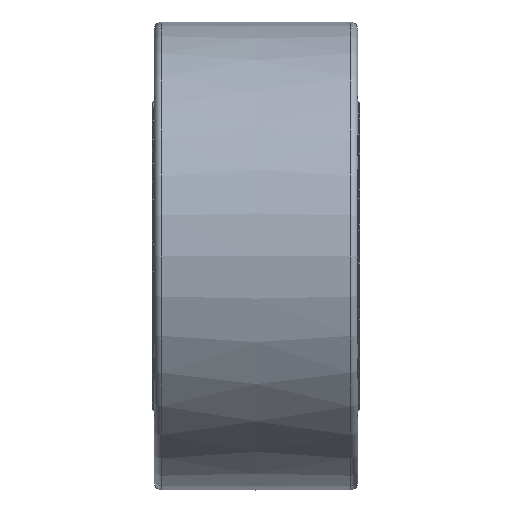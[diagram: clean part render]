
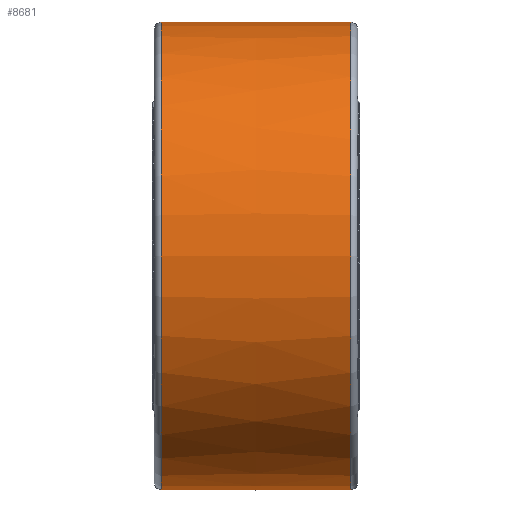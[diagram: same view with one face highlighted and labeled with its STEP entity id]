
A CAD part, front view. The second image highlights one B-rep face of the part: STEP entity #8681.
In plain terms, the highlighted free-form (B-spline) face has degree [2, 2] with [3, 9] control points.
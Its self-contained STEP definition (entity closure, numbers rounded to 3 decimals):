
#14=(
BOUNDED_SURFACE()
B_SPLINE_SURFACE(2,2,((#16201,#16202,#16203,#16204,#16205,#16206,#16207,
#16208,#16209),(#16210,#16211,#16212,#16213,#16214,#16215,#16216,#16217,
#16218),(#16219,#16220,#16221,#16222,#16223,#16224,#16225,#16226,#16227)),
 .UNSPECIFIED.,.F.,.T.,.F.)
B_SPLINE_SURFACE_WITH_KNOTS((3,3),(3,2,2,2,3),(-0.005,0.005),
(-3.142,-1.571,0.,1.571,3.142),
 .UNSPECIFIED.)
GEOMETRIC_REPRESENTATION_ITEM()
RATIONAL_B_SPLINE_SURFACE(((1.,0.707,1.,0.707,1.,
0.707,1.,0.707,1.),(1.,0.707,
1.,0.707,1.,0.707,
1.,0.707,1.),(1.,0.707,
1.,0.707,1.,0.707,1.,0.707,1.)))
REPRESENTATION_ITEM('')
SURFACE()
);
#590=FACE_OUTER_BOUND('',#927,.T.);
#927=EDGE_LOOP('',(#7869,#7870,#7871,#7872,#7873,#7874));
#2165=CIRCLE('',#10217,129.862);
#2167=CIRCLE('',#10219,129.862);
#2168=CIRCLE('',#10220,129.862);
#2169=CIRCLE('',#10221,129.862);
#2170=CIRCLE('',#10222,10000.);
#3540=VERTEX_POINT('',#16196);
#3541=VERTEX_POINT('',#16197);
#3542=VERTEX_POINT('',#16228);
#3543=VERTEX_POINT('',#16229);
#4978=EDGE_CURVE('',#3540,#3541,#2165,.T.);
#4980=EDGE_CURVE('',#3541,#3540,#2167,.T.);
#4981=EDGE_CURVE('',#3542,#3543,#2168,.T.);
#4982=EDGE_CURVE('',#3543,#3542,#2169,.T.);
#4983=EDGE_CURVE('',#3543,#3541,#2170,.T.);
#7869=ORIENTED_EDGE('',*,*,#4981,.F.);
#7870=ORIENTED_EDGE('',*,*,#4982,.F.);
#7871=ORIENTED_EDGE('',*,*,#4983,.T.);
#7872=ORIENTED_EDGE('',*,*,#4978,.F.);
#7873=ORIENTED_EDGE('',*,*,#4980,.F.);
#7874=ORIENTED_EDGE('',*,*,#4983,.F.);
#8681=ADVANCED_FACE('',(#590),#14,.F.);
#10217=AXIS2_PLACEMENT_3D('',#16198,#13479,#13480);
#10219=AXIS2_PLACEMENT_3D('',#16200,#13483,#13484);
#10220=AXIS2_PLACEMENT_3D('',#16230,#13485,#13486);
#10221=AXIS2_PLACEMENT_3D('',#16231,#13487,#13488);
#10222=AXIS2_PLACEMENT_3D('',#16232,#13489,#13490);
#13479=DIRECTION('center_axis',(-1.,0.,0.));
#13480=DIRECTION('ref_axis',(0.,-1.,0.));
#13483=DIRECTION('center_axis',(-1.,0.,0.));
#13484=DIRECTION('ref_axis',(0.,-1.,0.));
#13485=DIRECTION('center_axis',(1.,0.,0.));
#13486=DIRECTION('ref_axis',(0.,-1.,0.));
#13487=DIRECTION('center_axis',(1.,0.,0.));
#13488=DIRECTION('ref_axis',(0.,-1.,0.));
#13489=DIRECTION('center_axis',(0.,-1.,0.));
#13490=DIRECTION('ref_axis',(0.,0.,1.));
#16196=CARTESIAN_POINT('',(-52.521,129.862,0.));
#16197=CARTESIAN_POINT('',(-52.521,0.,129.862));
#16198=CARTESIAN_POINT('Origin',(-52.521,0.,0.));
#16200=CARTESIAN_POINT('Origin',(-52.521,0.,0.));
#16201=CARTESIAN_POINT('Ctrl Pts',(-52.521,0.,129.862));
#16202=CARTESIAN_POINT('Ctrl Pts',(-52.521,-129.862,
129.862));
#16203=CARTESIAN_POINT('Ctrl Pts',(-52.521,-129.862,
0.));
#16204=CARTESIAN_POINT('Ctrl Pts',(-52.521,-129.862,
-129.862));
#16205=CARTESIAN_POINT('Ctrl Pts',(-52.521,0.,-129.862));
#16206=CARTESIAN_POINT('Ctrl Pts',(-52.521,129.862,-129.862));
#16207=CARTESIAN_POINT('Ctrl Pts',(-52.521,129.862,0.));
#16208=CARTESIAN_POINT('Ctrl Pts',(-52.521,129.862,129.862));
#16209=CARTESIAN_POINT('Ctrl Pts',(-52.521,0.,129.862));
#16210=CARTESIAN_POINT('Ctrl Pts',(0.,0.,130.138));
#16211=CARTESIAN_POINT('Ctrl Pts',(0.,-130.138,
130.138));
#16212=CARTESIAN_POINT('Ctrl Pts',(0.,-130.138,
0.));
#16213=CARTESIAN_POINT('Ctrl Pts',(0.,-130.138,
-130.138));
#16214=CARTESIAN_POINT('Ctrl Pts',(0.,0.,-130.138));
#16215=CARTESIAN_POINT('Ctrl Pts',(0.,130.138,
-130.138));
#16216=CARTESIAN_POINT('Ctrl Pts',(0.,130.138,
0.));
#16217=CARTESIAN_POINT('Ctrl Pts',(0.,130.138,
130.138));
#16218=CARTESIAN_POINT('Ctrl Pts',(0.,0.,130.138));
#16219=CARTESIAN_POINT('Ctrl Pts',(52.521,0.,129.862));
#16220=CARTESIAN_POINT('Ctrl Pts',(52.521,-129.862,129.862));
#16221=CARTESIAN_POINT('Ctrl Pts',(52.521,-129.862,0.));
#16222=CARTESIAN_POINT('Ctrl Pts',(52.521,-129.862,-129.862));
#16223=CARTESIAN_POINT('Ctrl Pts',(52.521,0.,-129.862));
#16224=CARTESIAN_POINT('Ctrl Pts',(52.521,129.862,-129.862));
#16225=CARTESIAN_POINT('Ctrl Pts',(52.521,129.862,0.));
#16226=CARTESIAN_POINT('Ctrl Pts',(52.521,129.862,129.862));
#16227=CARTESIAN_POINT('Ctrl Pts',(52.521,0.,129.862));
#16228=CARTESIAN_POINT('',(52.521,129.862,0.));
#16229=CARTESIAN_POINT('',(52.521,0.,129.862));
#16230=CARTESIAN_POINT('Origin',(52.521,0.,0.));
#16231=CARTESIAN_POINT('Origin',(52.521,0.,0.));
#16232=CARTESIAN_POINT('Origin',(0.,0.,
-9870.));
